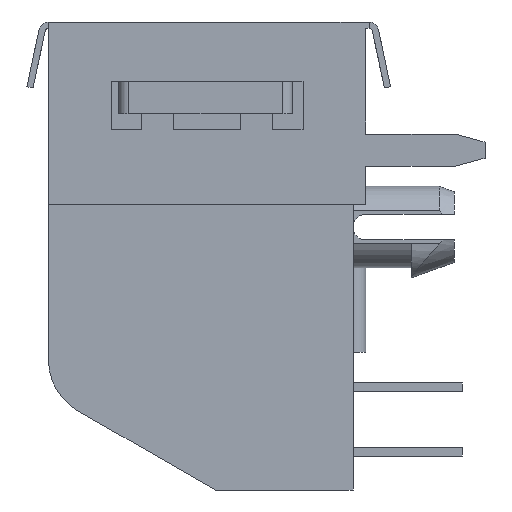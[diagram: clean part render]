
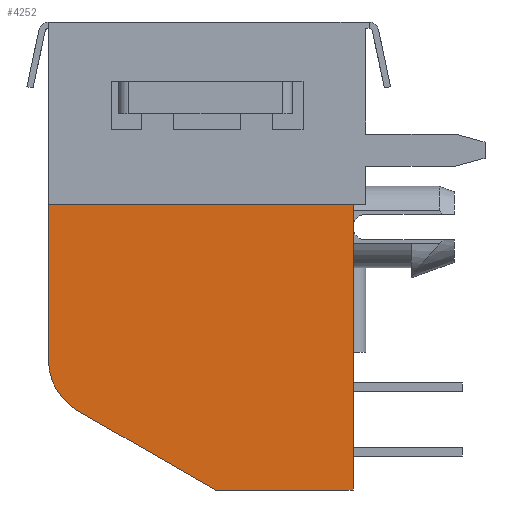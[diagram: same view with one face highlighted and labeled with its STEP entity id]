
A CAD part, left-side view. The second image highlights one B-rep face of the part: STEP entity #4252.
In plain terms, the highlighted planar face has unit normal (-1, 0, 0).
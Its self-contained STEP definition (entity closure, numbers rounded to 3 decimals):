
#72=DIRECTION('',(0.,1.,0.));
#73=VECTOR('',#72,12.065);
#74=CARTESIAN_POINT('',(-6.642,-5.779,-7.234));
#75=LINE('',#74,#73);
#76=DIRECTION('',(0.,0.,-1.));
#77=VECTOR('',#76,11.303);
#78=CARTESIAN_POINT('',(-6.642,-5.779,-7.234));
#79=LINE('',#78,#77);
#80=DIRECTION('',(0.,1.,0.));
#81=VECTOR('',#80,5.461);
#82=CARTESIAN_POINT('',(-6.642,-5.779,-18.537));
#83=LINE('',#82,#81);
#84=DIRECTION('',(0.,0.866,0.5));
#85=VECTOR('',#84,6.276);
#86=CARTESIAN_POINT('',(-6.642,-0.318,-18.537));
#87=LINE('',#86,#85);
#88=CARTESIAN_POINT('',(-6.642,3.95,-13.375));
#89=DIRECTION('',(1.,0.,0.));
#90=DIRECTION('',(0.,0.5,-0.866));
#91=AXIS2_PLACEMENT_3D('',#88,#89,#90);
#93=DIRECTION('',(0.,0.,1.));
#94=VECTOR('',#93,6.141);
#95=CARTESIAN_POINT('',(-6.642,6.287,-13.375));
#96=LINE('',#95,#94);
#3266=CARTESIAN_POINT('',(-6.642,-0.318,-18.537));
#3267=CARTESIAN_POINT('',(-6.642,5.118,-15.399));
#3268=VERTEX_POINT('',#3266);
#3269=VERTEX_POINT('',#3267);
#3270=CARTESIAN_POINT('',(-6.642,6.287,-13.375));
#3271=VERTEX_POINT('',#3270);
#3272=CARTESIAN_POINT('',(-6.642,-5.779,-18.537));
#3273=VERTEX_POINT('',#3272);
#4207=CARTESIAN_POINT('',(-6.642,-5.779,-7.234));
#4208=CARTESIAN_POINT('',(-6.642,6.287,-7.234));
#4209=VERTEX_POINT('',#4207);
#4210=VERTEX_POINT('',#4208);
#4233=CARTESIAN_POINT('',(-6.642,0.,0.));
#4234=DIRECTION('',(1.,0.,0.));
#4235=DIRECTION('',(0.,0.,-1.));
#4236=AXIS2_PLACEMENT_3D('',#4233,#4234,#4235);
#4237=PLANE('',#4236);
#4239=ORIENTED_EDGE('',*,*,#4238,.F.);
#4241=ORIENTED_EDGE('',*,*,#4240,.T.);
#4243=ORIENTED_EDGE('',*,*,#4242,.T.);
#4245=ORIENTED_EDGE('',*,*,#4244,.T.);
#4247=ORIENTED_EDGE('',*,*,#4246,.T.);
#4249=ORIENTED_EDGE('',*,*,#4248,.T.);
#4250=EDGE_LOOP('',(#4239,#4241,#4243,#4245,#4247,#4249));
#4251=FACE_OUTER_BOUND('',#4250,.F.);
#4252=ADVANCED_FACE('',(#4251),#4237,.F.);
#92=CIRCLE('',#91,2.337);
#4238=EDGE_CURVE('',#4209,#4210,#75,.T.);
#4240=EDGE_CURVE('',#4209,#3273,#79,.T.);
#4242=EDGE_CURVE('',#3273,#3268,#83,.T.);
#4244=EDGE_CURVE('',#3268,#3269,#87,.T.);
#4246=EDGE_CURVE('',#3269,#3271,#92,.T.);
#4248=EDGE_CURVE('',#3271,#4210,#96,.T.);
